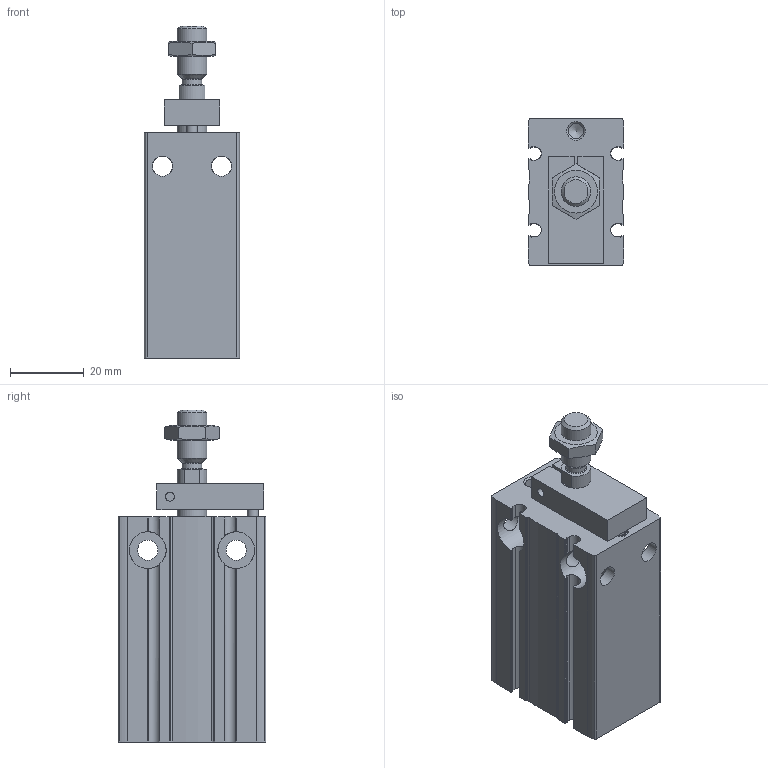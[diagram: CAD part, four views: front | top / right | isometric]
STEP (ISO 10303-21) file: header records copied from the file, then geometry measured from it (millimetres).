
FILE_DESCRIPTION(/* description */ ('STEP AP214'),/* implementation_level */ '2;1');
FILE_NAME(/* name */ '4840823_DPDM-Q-20-15-S-PA',/* time_stamp */ '2024-08-20T21:22:53+02:00',/* author */ ('License CC BY-ND 4.0'),/* organization */ ('CADENAS'),/* preprocessor_version */ 'ST-DEVELOPER v19.3',/* originating_system */ 'PARTsolutions',/* authorisation */ ' ');
FILE_SCHEMA (('AUTOMOTIVE_DESIGN {1 0 10303 214 3 1 1}'));
Length unit declared in the file: millimetre
Products named in the file (7): 4840823 DPDM-Q-20-15-S-PA---(0); 4654766 DPDM-Q-15-S---(h); 340115 M5; 4654766 DPDM-Q-15-S---(r); ISO 4035 M8(F); 4654766 DPDM 20-15---(p); ISO-4762 M3x10
Assembly tree (6 placements, depth 2):
  4840823 DPDM-Q-20-15-S-PA---(0)
    4654766 DPDM-Q-15-S---(h)
    340115 M5
    4654766 DPDM-Q-15-S---(r)
    ISO 4035 M8(F)
    4654766 DPDM 20-15---(p)
    ISO-4762 M3x10
Bounding box: 26 x 40 x 90 mm (x, y, z)
Volume: 56099.8 mm3; surface area: 21750.7 mm2
Topology: 6 solids, 7 shells, 266 faces, 696 edges, 455 vertices
Faces by surface type: cylinder 118, plane 109, cone 37, torus 2
Full cylindrical faces by diameter (mm): 2.459 x1, 2.5 x1, 3 x3, 3.4 x1, 3.95 x1, 4 x1, 4.134 x5, 4.5 x1, 4.55 x1, 5 x1, 5.333 x1, 5.5 x9, 5.9 x1, 6.647 x1, 8 x3, 10 x4, 18 x1, 20 x2, 22 x1
Entity records: 9210 total; most frequent: CARTESIAN_POINT 1714, DIRECTION 1262, ORIENTED_EDGE 1172, EDGE_CURVE 586, AXIS2_PLACEMENT_3D 492, VERTEX_POINT 428, FACE_BOUND 380, EDGE_LOOP 373
